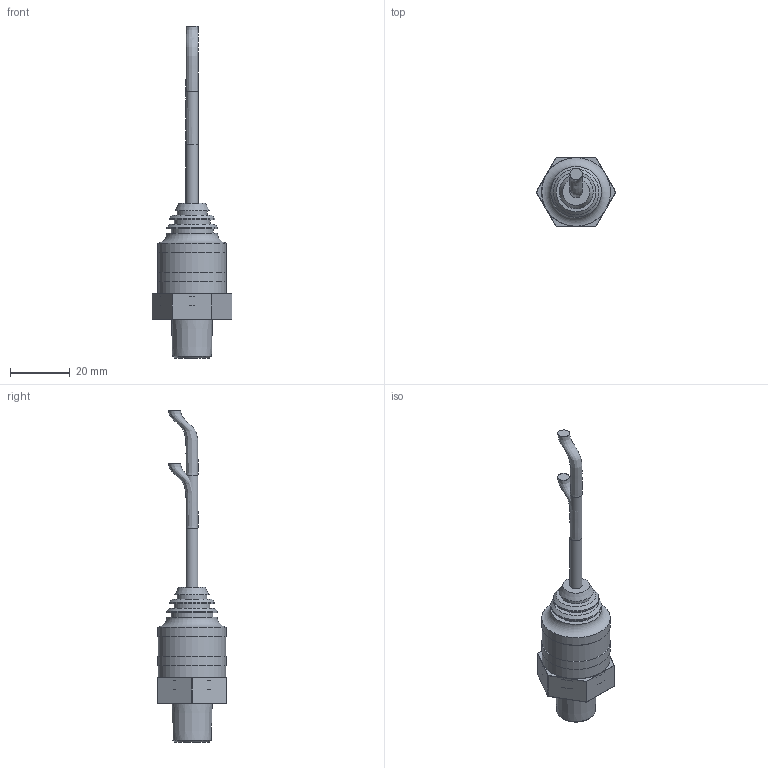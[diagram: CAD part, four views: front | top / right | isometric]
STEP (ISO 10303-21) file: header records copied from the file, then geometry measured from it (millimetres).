
FILE_DESCRIPTION( ( 'Unknown' ), '1' );
FILE_NAME( 'CTLx.5.x.xxx.1.stp', 'Unknown', ( 'Unknown' ), ( 'Unknown' ), 'PSStep 14.0', 'Unknown', ' ' );
FILE_SCHEMA( ( 'AUTOMOTIVE_DESIGN { 1 0 10303 214 1 1 1 1 }' ) );
Length unit declared in the file: millimetre
Products named in the file (6): ; Assem1; 71182-01-01 Cable; 71182-01-02 Embout; Cellule mono CT100; 71132-01-I09
Bounding box: 26.65 x 23 x 111.22 mm (x, y, z)
Volume: 24699.5 mm3; surface area: 22422 mm2
Topology: 7 solids, 10 shells, 296 faces, 649 edges, 400 vertices
Faces by surface type: plane 98, cone 96, cylinder 79, bspline 12, torus 11
Full cylindrical faces by diameter (mm): 4 x8, 7 x2, 10 x3, 10.7 x2, 12 x3, 13.8 x2, 14 x3, 15.291 x3, 17 x3, 17.107 x3, 19 x4, 19.5 x2, 20.1 x2, 20.3 x2, 22.7 x2, 23 x3
Entity records: 5687 total; most frequent: CARTESIAN_POINT 1845, DIRECTION 628, ORIENTED_EDGE 462, AXIS2_PLACEMENT_3D 275, EDGE_CURVE 231, EDGE_LOOP 200, VERTEX_POINT 173, FACE_OUTER_BOUND 157
